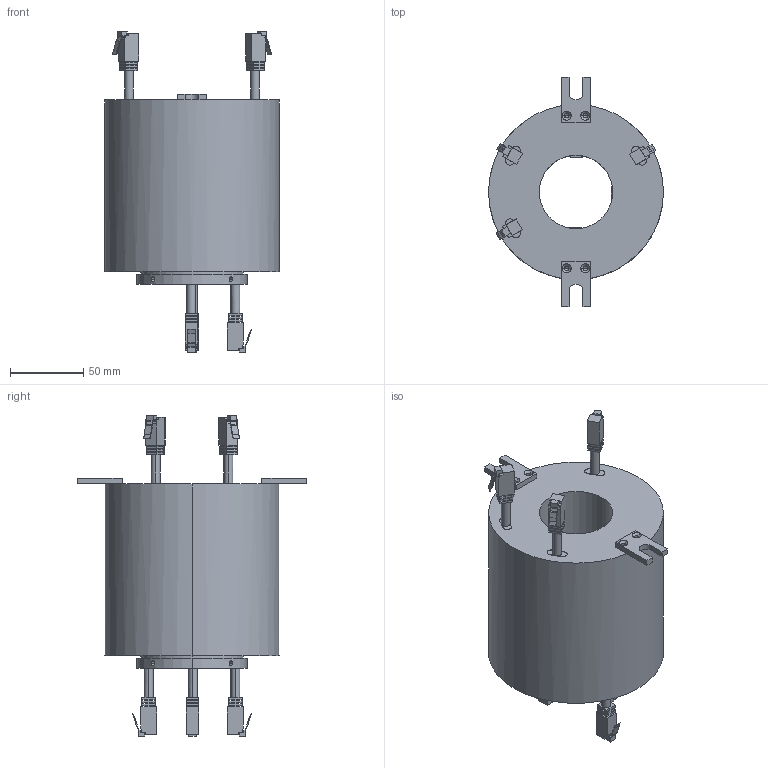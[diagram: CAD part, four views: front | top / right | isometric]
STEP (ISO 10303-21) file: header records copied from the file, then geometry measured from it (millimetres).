
FILE_DESCRIPTION (( 'STEP AP203' ), '1' );
FILE_NAME ('ME2503-VD-IP65(F0134).STEP', '2020-07-10T10:37:08', ( '微软用户' ), ( '微软中国' ), 'SwSTEP 2.0', 'SolidWorks 2014', '' );
FILE_SCHEMA (( 'CONFIG_CONTROL_DESIGN' ));
Length unit declared in the file: millimetre
Products named in the file (5): 2; 11; ME2503-VD-IP65(F0134); 1
Assembly tree (9 placements, depth 3):
  ME2503-VD-IP65(F0134)
    ME2503-VD-IP65(F0134)
    11  x6
      1
      2
Bounding box: 119 x 156 x 218.04 mm (x, y, z)
Volume: 1109079.5 mm3; surface area: 100285.5 mm2
Topology: 13 solids, 13 shells, 443 faces, 1207 edges, 794 vertices
Faces by surface type: plane 358, cylinder 69, cone 16
Entity records: 6728 total; most frequent: CARTESIAN_POINT 1405, DIRECTION 1007, ORIENTED_EDGE 958, EDGE_CURVE 479, AXIS2_PLACEMENT_3D 348, VERTEX_POINT 314, VECTOR 311, LINE 311
